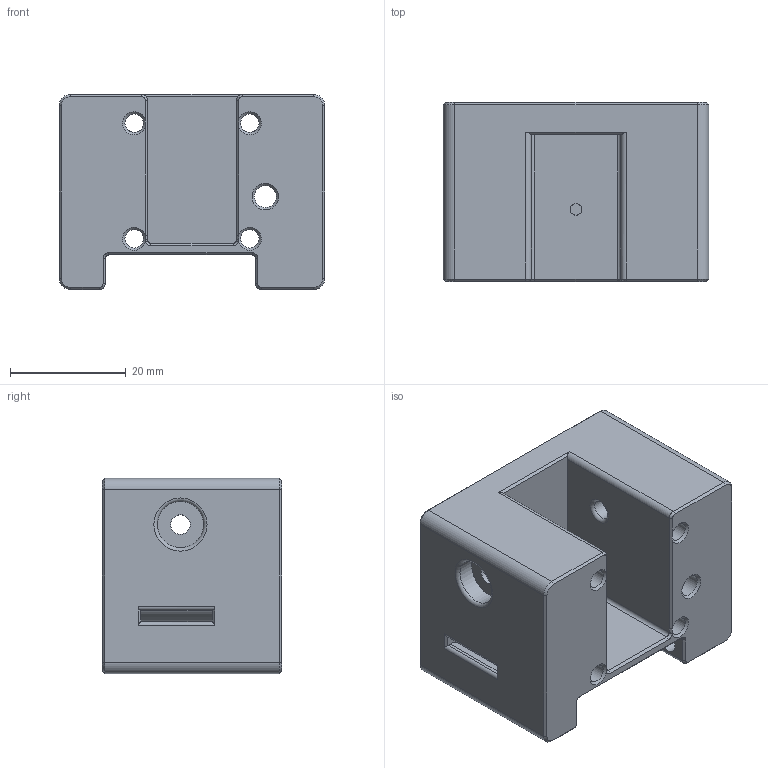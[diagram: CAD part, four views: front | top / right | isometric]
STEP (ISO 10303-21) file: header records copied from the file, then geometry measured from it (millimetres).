
FILE_DESCRIPTION(/* description */ (''),/* implementation_level */ '2;1');
FILE_NAME(/* name */ 'A-X_Carriage_Block_1515_2-B.stp',/* time_stamp */ '2020-09-25T18:34:39-07:00',/* author */ (''),/* organization */ (''),/* preprocessor_version */ 'ST-DEVELOPER v18.1',/* originating_system */ 'Autodesk Translation Framework v9.3.0.1241',/* authorisation */ '');
FILE_SCHEMA (('AUTOMOTIVE_DESIGN { 1 0 10303 214 3 1 1 }'));
Length unit declared in the file: millimetre
Products named in the file (1): Block-F
Bounding box: 46 x 31 x 33.8 mm (x, y, z)
Volume: 29330.2 mm3; surface area: 12161 mm2
Topology: 1 solids, 1 shells, 180 faces, 472 edges, 288 vertices
Faces by surface type: plane 66, cylinder 62, cone 36, torus 11, bspline 5
Full cylindrical faces by diameter (mm): 2 x1, 3.2 x4, 3.4 x6, 3.8 x1, 4 x1, 6.2 x1, 8 x2
Entity records: 5816 total; most frequent: CARTESIAN_POINT 1216, DIRECTION 998, ORIENTED_EDGE 940, EDGE_CURVE 470, AXIS2_PLACEMENT_3D 370, VERTEX_POINT 288, LINE 258, VECTOR 258
